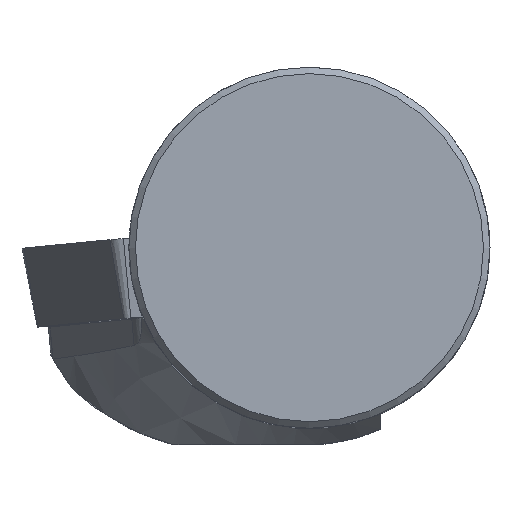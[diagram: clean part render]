
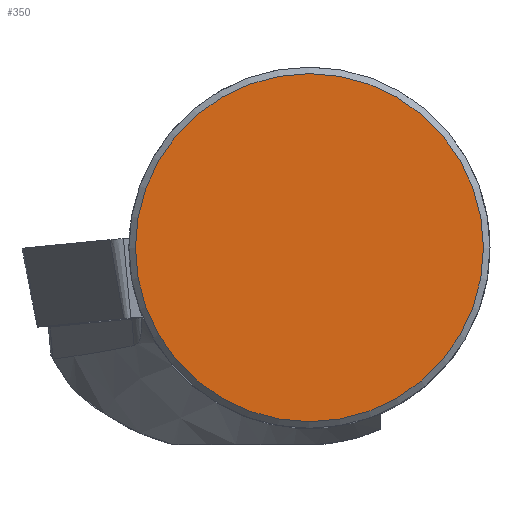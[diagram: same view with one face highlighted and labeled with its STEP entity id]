
A CAD part, top view. The second image highlights one B-rep face of the part: STEP entity #350.
In plain terms, the highlighted planar face has unit normal (0, 0, 1).
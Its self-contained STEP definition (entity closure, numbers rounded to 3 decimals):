
#118=PLANE('',#1189);
#350=ADVANCED_FACE('',(#411),#118,.F.);
#411=FACE_OUTER_BOUND('',#466,.T.);
#466=EDGE_LOOP('',(#734));
#521=CIRCLE('',#1187,12.049);
#734=ORIENTED_EDGE('',*,*,#1008,.T.);
#880=VERTEX_POINT('',#1975);
#1008=EDGE_CURVE('',#880,#880,#521,.T.);
#1187=AXIS2_PLACEMENT_3D('',#1974,#1431,#1432);
#1189=AXIS2_PLACEMENT_3D('',#1977,#1435,#1436);
#1431=DIRECTION('',(0.,0.,1.));
#1432=DIRECTION('',(1.,0.,0.));
#1435=DIRECTION('',(0.,0.,-1.));
#1436=DIRECTION('',(1.,0.,0.));
#1974=CARTESIAN_POINT('',(0.,0.,0.));
#1975=CARTESIAN_POINT('',(12.049,0.,0.));
#1977=CARTESIAN_POINT('',(-12.049,0.,0.));
